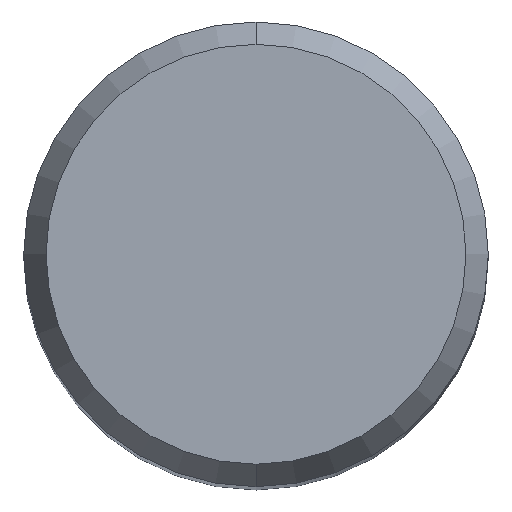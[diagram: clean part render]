
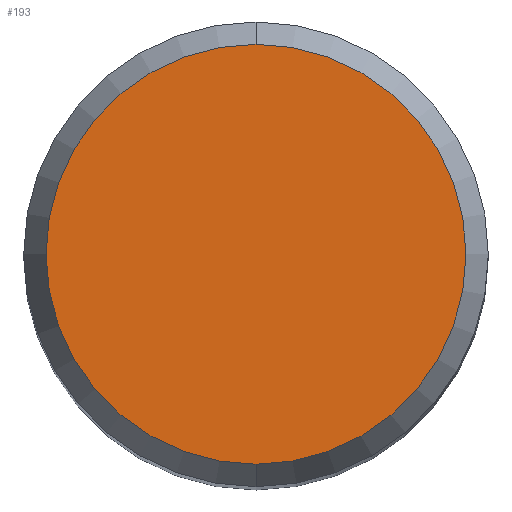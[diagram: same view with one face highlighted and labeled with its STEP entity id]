
A CAD part, top view. The second image highlights one B-rep face of the part: STEP entity #193.
In plain terms, the highlighted planar face has unit normal (0, 0, 1).
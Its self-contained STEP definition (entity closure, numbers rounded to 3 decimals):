
#193=ADVANCED_FACE('',(#357),#358,.T.);
#207=VERTEX_POINT('',#372);
#217=EDGE_CURVE('',#225,#207,#384,.T.);
#221=EDGE_CURVE('',#207,#225,#388,.T.);
#225=VERTEX_POINT('',#392);
#357=FACE_OUTER_BOUND('',#543,.T.);
#358=PLANE('',#544);
#372=CARTESIAN_POINT('',(0.0,4.304,0.));
#384=CIRCLE('',#583,4.304);
#388=CIRCLE('',#589,4.304);
#392=CARTESIAN_POINT('',(0.,-4.304,0.));
#543=EDGE_LOOP('',(#746,#747));
#544=AXIS2_PLACEMENT_3D('',#748,#749,#750);
#583=AXIS2_PLACEMENT_3D('',#773,#774,#775);
#589=AXIS2_PLACEMENT_3D('',#779,#780,#781);
#746=ORIENTED_EDGE('',*,*,#221,.F.);
#747=ORIENTED_EDGE('',*,*,#217,.F.);
#748=CARTESIAN_POINT('',(0.0,2.152,0.));
#749=DIRECTION('',(-0.0,0.0,1.0));
#750=DIRECTION('',(0.0,-1.0,0.0));
#773=CARTESIAN_POINT('',(0.0,0.0,0.));
#774=DIRECTION('',(0.0,0.0,-1.0));
#775=DIRECTION('',(0.0,1.0,0.0));
#779=CARTESIAN_POINT('',(0.0,0.0,0.));
#780=DIRECTION('',(0.0,0.0,-1.0));
#781=DIRECTION('',(0.0,1.0,0.0));
